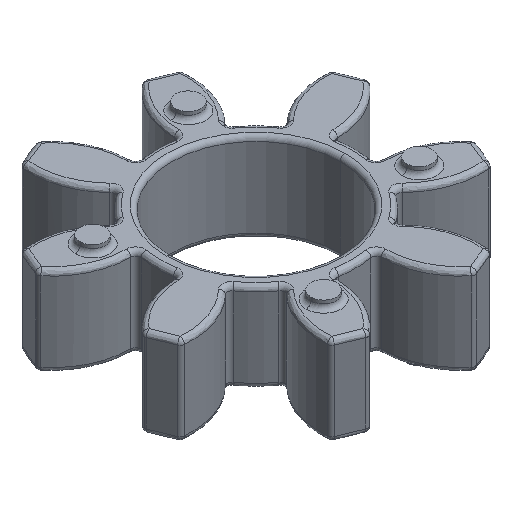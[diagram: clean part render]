
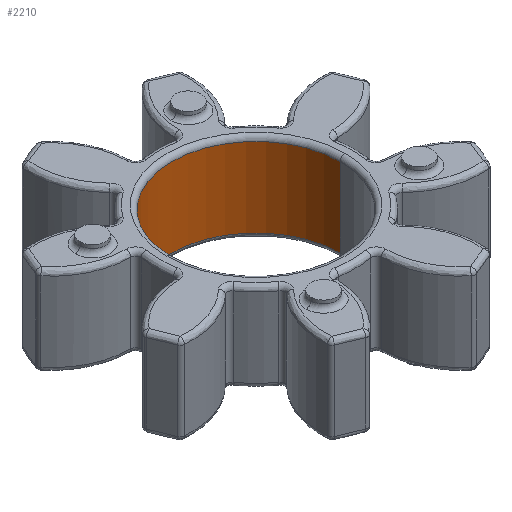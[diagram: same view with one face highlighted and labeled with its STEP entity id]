
A CAD part, isometric view. The second image highlights one B-rep face of the part: STEP entity #2210.
In plain terms, the highlighted cylindrical face has radius 13.271 mm (diameter 26.543 mm), a partial arc.
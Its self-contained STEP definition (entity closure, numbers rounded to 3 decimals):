
#195 = CIRCLE ( 'NONE', #5386, 13.271 ) ;
#260 = ORIENTED_EDGE ( 'NONE', *, *, #7316, .T. ) ;
#813 = CARTESIAN_POINT ( 'NONE',  ( 13.271, 0., -6.985 ) ) ;
#1271 = CARTESIAN_POINT ( 'NONE',  ( -13.271, 0., -6.235 ) ) ;
#1388 = VECTOR ( 'NONE', #5332, 1000. ) ;
#1648 = FACE_OUTER_BOUND ( 'NONE', #3568, .T. ) ;
#1975 = VERTEX_POINT ( 'NONE', #3293 ) ;
#2210 = ADVANCED_FACE ( 'NONE', ( #1648 ), #3431, .F. ) ;
#2807 = EDGE_CURVE ( 'NONE', #7562, #3856, #8430, .T. ) ;
#2895 = VERTEX_POINT ( 'NONE', #3464 ) ;
#3094 = LINE ( 'NONE', #9092, #7164 ) ;
#3293 = CARTESIAN_POINT ( 'NONE',  ( -13.271, 0., 6.235 ) ) ;
#3386 = DIRECTION ( 'NONE',  ( 0., 0., -1. ) ) ;
#3431 = CYLINDRICAL_SURFACE ( 'NONE', #6721, 13.271 ) ;
#3464 = CARTESIAN_POINT ( 'NONE',  ( 13.271, 0., 6.235 ) ) ;
#3568 = EDGE_LOOP ( 'NONE', ( #6071, #4759, #260, #6408 ) ) ;
#3640 = DIRECTION ( 'NONE',  ( 0., 0., -1. ) ) ;
#3808 = CARTESIAN_POINT ( 'NONE',  ( 0., 0., 6.235 ) ) ;
#3856 = VERTEX_POINT ( 'NONE', #7819 ) ;
#4525 = DIRECTION ( 'NONE',  ( 0., 0., -1. ) ) ;
#4560 = DIRECTION ( 'NONE',  ( -1., 0., 0. ) ) ;
#4759 = ORIENTED_EDGE ( 'NONE', *, *, #8592, .T. ) ;
#4955 = DIRECTION ( 'NONE',  ( -1., 0., 0. ) ) ;
#5162 = LINE ( 'NONE', #813, #1388 ) ;
#5332 = DIRECTION ( 'NONE',  ( 0., 0., -1. ) ) ;
#5386 = AXIS2_PLACEMENT_3D ( 'NONE', #3808, #9131, #4560 ) ;
#6071 = ORIENTED_EDGE ( 'NONE', *, *, #9257, .F. ) ;
#6408 = ORIENTED_EDGE ( 'NONE', *, *, #2807, .T. ) ;
#6721 = AXIS2_PLACEMENT_3D ( 'NONE', #9527, #3386, #4955 ) ;
#7164 = VECTOR ( 'NONE', #4525, 1000. ) ;
#7316 = EDGE_CURVE ( 'NONE', #1975, #7562, #3094, .T. ) ;
#7562 = VERTEX_POINT ( 'NONE', #1271 ) ;
#7819 = CARTESIAN_POINT ( 'NONE',  ( 13.271, 0., -6.235 ) ) ;
#8228 = CARTESIAN_POINT ( 'NONE',  ( 0., 0., -6.235 ) ) ;
#8375 = AXIS2_PLACEMENT_3D ( 'NONE', #8228, #3640, #8972 ) ;
#8430 = CIRCLE ( 'NONE', #8375, 13.271 ) ;
#8592 = EDGE_CURVE ( 'NONE', #2895, #1975, #195, .T. ) ;
#8972 = DIRECTION ( 'NONE',  ( -1., 0., 0. ) ) ;
#9092 = CARTESIAN_POINT ( 'NONE',  ( -13.271, 0., -6.985 ) ) ;
#9131 = DIRECTION ( 'NONE',  ( 0., 0., 1. ) ) ;
#9257 = EDGE_CURVE ( 'NONE', #2895, #3856, #5162, .T. ) ;
#9527 = CARTESIAN_POINT ( 'NONE',  ( 0., 0., -6.985 ) ) ;
